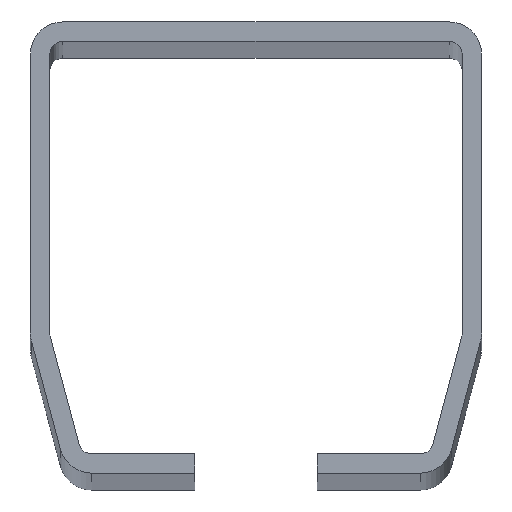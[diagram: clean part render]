
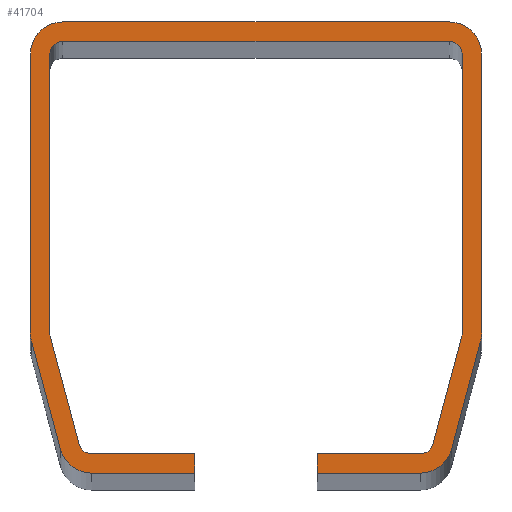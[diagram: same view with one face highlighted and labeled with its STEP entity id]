
A CAD part, top view. The second image highlights one B-rep face of the part: STEP entity #41704.
In plain terms, the highlighted planar face has unit normal (0, 0, 1).
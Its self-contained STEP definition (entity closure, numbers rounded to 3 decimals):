
#39=CIRCLE('',#43246,4.);
#40=CIRCLE('',#43249,4.);
#41=CIRCLE('',#43252,4.);
#42=CIRCLE('',#43255,4.);
#43=CIRCLE('',#43258,4.);
#44=CIRCLE('',#43261,4.);
#45=CIRCLE('',#43265,10.);
#46=CIRCLE('',#43268,10.);
#47=CIRCLE('',#43271,10.);
#48=CIRCLE('',#43274,10.);
#49=CIRCLE('',#43277,10.);
#50=CIRCLE('',#43280,10.);
#4478=FACE_OUTER_BOUND('',#6890,.T.);
#6890=EDGE_LOOP('',(#37957,#37958,#37959,#37960,#37961,#37962,#37963,#37964,
#37965,#37966,#37967,#37968,#37969,#37970,#37971,#37972,#37973,#37974,#37975,
#37976,#37977,#37978,#37979,#37980,#37981,#37982,#37983,#37984));
#9919=LINE('',#64784,#14521);
#11440=LINE('',#71729,#16042);
#11442=LINE('',#71735,#16044);
#11458=LINE('',#71789,#16060);
#11461=LINE('',#71794,#16063);
#11464=LINE('',#71802,#16066);
#11466=LINE('',#71809,#16068);
#11469=LINE('',#71817,#16071);
#11472=LINE('',#71825,#16074);
#11475=LINE('',#71833,#16077);
#11478=LINE('',#71840,#16080);
#11479=LINE('',#71844,#16081);
#11483=LINE('',#71856,#16085);
#11486=LINE('',#71863,#16088);
#11488=LINE('',#71870,#16090);
#11491=LINE('',#71878,#16093);
#14521=VECTOR('',#48262,10.);
#16042=VECTOR('',#50835,10.);
#16044=VECTOR('',#50839,10.);
#16060=VECTOR('',#50883,10.);
#16063=VECTOR('',#50888,10.);
#16066=VECTOR('',#50897,10.);
#16068=VECTOR('',#50905,10.);
#16071=VECTOR('',#50914,10.);
#16074=VECTOR('',#50923,10.);
#16077=VECTOR('',#50932,10.);
#16080=VECTOR('',#50941,10.);
#16081=VECTOR('',#50944,10.);
#16085=VECTOR('',#50960,10.);
#16088=VECTOR('',#50969,10.);
#16090=VECTOR('',#50977,10.);
#16093=VECTOR('',#50986,10.);
#18711=VERTEX_POINT('',#64782);
#18712=VERTEX_POINT('',#64783);
#20024=VERTEX_POINT('',#71723);
#20026=VERTEX_POINT('',#71727);
#20027=VERTEX_POINT('',#71731);
#20029=VERTEX_POINT('',#71734);
#20053=VERTEX_POINT('',#71788);
#20054=VERTEX_POINT('',#71792);
#20055=VERTEX_POINT('',#71796);
#20056=VERTEX_POINT('',#71797);
#20057=VERTEX_POINT('',#71804);
#20058=VERTEX_POINT('',#71808);
#20059=VERTEX_POINT('',#71812);
#20060=VERTEX_POINT('',#71816);
#20061=VERTEX_POINT('',#71820);
#20062=VERTEX_POINT('',#71824);
#20063=VERTEX_POINT('',#71828);
#20064=VERTEX_POINT('',#71832);
#20065=VERTEX_POINT('',#71836);
#20066=VERTEX_POINT('',#71842);
#20067=VERTEX_POINT('',#71843);
#20068=VERTEX_POINT('',#71851);
#20069=VERTEX_POINT('',#71855);
#20070=VERTEX_POINT('',#71859);
#20071=VERTEX_POINT('',#71865);
#20072=VERTEX_POINT('',#71869);
#20073=VERTEX_POINT('',#71873);
#20074=VERTEX_POINT('',#71877);
#23999=EDGE_CURVE('',#18711,#18712,#9919,.T.);
#25968=EDGE_CURVE('',#20024,#20026,#11440,.T.);
#25970=EDGE_CURVE('',#20029,#20027,#11442,.T.);
#25998=EDGE_CURVE('',#20024,#20053,#11458,.T.);
#26001=EDGE_CURVE('',#20026,#20054,#11461,.T.);
#26002=EDGE_CURVE('',#20055,#20056,#39,.T.);
#26005=EDGE_CURVE('',#20056,#20029,#11464,.T.);
#26006=EDGE_CURVE('',#20054,#20057,#40,.T.);
#26008=EDGE_CURVE('',#20057,#20058,#11466,.T.);
#26010=EDGE_CURVE('',#20058,#20059,#41,.T.);
#26012=EDGE_CURVE('',#20059,#20060,#11469,.T.);
#26014=EDGE_CURVE('',#20060,#20061,#42,.T.);
#26016=EDGE_CURVE('',#20061,#20062,#11472,.T.);
#26018=EDGE_CURVE('',#20062,#20063,#43,.T.);
#26020=EDGE_CURVE('',#20063,#20064,#11475,.T.);
#26022=EDGE_CURVE('',#20064,#20065,#44,.T.);
#26024=EDGE_CURVE('',#20065,#20055,#11478,.T.);
#26025=EDGE_CURVE('',#20066,#20067,#11479,.T.);
#26028=EDGE_CURVE('',#20067,#18711,#45,.T.);
#26029=EDGE_CURVE('',#18712,#20068,#46,.T.);
#26031=EDGE_CURVE('',#20068,#20069,#11483,.T.);
#26033=EDGE_CURVE('',#20069,#20070,#47,.T.);
#26035=EDGE_CURVE('',#20070,#20027,#11486,.T.);
#26036=EDGE_CURVE('',#20053,#20071,#48,.T.);
#26038=EDGE_CURVE('',#20071,#20072,#11488,.T.);
#26040=EDGE_CURVE('',#20072,#20073,#49,.T.);
#26042=EDGE_CURVE('',#20073,#20074,#11491,.T.);
#26044=EDGE_CURVE('',#20074,#20066,#50,.T.);
#37957=ORIENTED_EDGE('',*,*,#25970,.T.);
#37958=ORIENTED_EDGE('',*,*,#26035,.F.);
#37959=ORIENTED_EDGE('',*,*,#26033,.F.);
#37960=ORIENTED_EDGE('',*,*,#26031,.F.);
#37961=ORIENTED_EDGE('',*,*,#26029,.F.);
#37962=ORIENTED_EDGE('',*,*,#23999,.F.);
#37963=ORIENTED_EDGE('',*,*,#26028,.F.);
#37964=ORIENTED_EDGE('',*,*,#26025,.F.);
#37965=ORIENTED_EDGE('',*,*,#26044,.F.);
#37966=ORIENTED_EDGE('',*,*,#26042,.F.);
#37967=ORIENTED_EDGE('',*,*,#26040,.F.);
#37968=ORIENTED_EDGE('',*,*,#26038,.F.);
#37969=ORIENTED_EDGE('',*,*,#26036,.F.);
#37970=ORIENTED_EDGE('',*,*,#25998,.F.);
#37971=ORIENTED_EDGE('',*,*,#25968,.T.);
#37972=ORIENTED_EDGE('',*,*,#26001,.T.);
#37973=ORIENTED_EDGE('',*,*,#26006,.T.);
#37974=ORIENTED_EDGE('',*,*,#26008,.T.);
#37975=ORIENTED_EDGE('',*,*,#26010,.T.);
#37976=ORIENTED_EDGE('',*,*,#26012,.T.);
#37977=ORIENTED_EDGE('',*,*,#26014,.T.);
#37978=ORIENTED_EDGE('',*,*,#26016,.T.);
#37979=ORIENTED_EDGE('',*,*,#26018,.T.);
#37980=ORIENTED_EDGE('',*,*,#26020,.T.);
#37981=ORIENTED_EDGE('',*,*,#26022,.T.);
#37982=ORIENTED_EDGE('',*,*,#26024,.T.);
#37983=ORIENTED_EDGE('',*,*,#26002,.T.);
#37984=ORIENTED_EDGE('',*,*,#26005,.T.);
#39502=PLANE('',#43281);
#41704=ADVANCED_FACE('',(#4478),#39502,.T.);
#43246=AXIS2_PLACEMENT_3D('',#71798,#50891,#50892);
#43249=AXIS2_PLACEMENT_3D('',#71805,#50900,#50901);
#43252=AXIS2_PLACEMENT_3D('',#71813,#50909,#50910);
#43255=AXIS2_PLACEMENT_3D('',#71821,#50918,#50919);
#43258=AXIS2_PLACEMENT_3D('',#71829,#50927,#50928);
#43261=AXIS2_PLACEMENT_3D('',#71837,#50936,#50937);
#43265=AXIS2_PLACEMENT_3D('',#71848,#50949,#50950);
#43268=AXIS2_PLACEMENT_3D('',#71852,#50955,#50956);
#43271=AXIS2_PLACEMENT_3D('',#71860,#50964,#50965);
#43274=AXIS2_PLACEMENT_3D('',#71866,#50972,#50973);
#43277=AXIS2_PLACEMENT_3D('',#71874,#50981,#50982);
#43280=AXIS2_PLACEMENT_3D('',#71881,#50990,#50991);
#43281=AXIS2_PLACEMENT_3D('',#71882,#50992,#50993);
#48262=DIRECTION('',(0.,-1.,0.));
#50835=DIRECTION('',(0.,1.,0.));
#50839=DIRECTION('',(0.,-1.,0.));
#50883=DIRECTION('',(-1.,0.,0.));
#50888=DIRECTION('',(-1.,0.,0.));
#50891=DIRECTION('center_axis',(0.,0.,-1.));
#50892=DIRECTION('ref_axis',(0.,-1.,0.));
#50897=DIRECTION('',(-1.,0.,0.));
#50900=DIRECTION('center_axis',(0.,0.,-1.));
#50901=DIRECTION('ref_axis',(-0.966,-0.259,0.));
#50905=DIRECTION('',(-0.259,0.966,0.));
#50909=DIRECTION('center_axis',(0.,0.,-1.));
#50910=DIRECTION('ref_axis',(-1.,0.,0.));
#50914=DIRECTION('',(0.,1.,0.));
#50918=DIRECTION('center_axis',(0.,0.,-1.));
#50919=DIRECTION('ref_axis',(0.,1.,0.));
#50923=DIRECTION('',(1.,0.,0.));
#50927=DIRECTION('center_axis',(0.,0.,-1.));
#50928=DIRECTION('ref_axis',(1.,0.,0.));
#50932=DIRECTION('',(0.,-1.,0.));
#50936=DIRECTION('center_axis',(0.,0.,-1.));
#50937=DIRECTION('ref_axis',(0.966,-0.259,0.));
#50941=DIRECTION('',(-0.259,-0.966,0.));
#50944=DIRECTION('',(1.,0.,0.));
#50949=DIRECTION('center_axis',(0.,0.,-1.));
#50950=DIRECTION('ref_axis',(-1.,0.,0.));
#50955=DIRECTION('center_axis',(0.,0.,-1.));
#50956=DIRECTION('ref_axis',(-0.966,0.259,0.));
#50960=DIRECTION('',(-0.259,-0.966,0.));
#50964=DIRECTION('center_axis',(0.,0.,-1.));
#50965=DIRECTION('ref_axis',(0.,1.,0.));
#50969=DIRECTION('',(-1.,0.,0.));
#50972=DIRECTION('center_axis',(0.,0.,-1.));
#50973=DIRECTION('ref_axis',(0.966,0.259,0.));
#50977=DIRECTION('',(-0.259,0.966,0.));
#50981=DIRECTION('center_axis',(0.,0.,-1.));
#50982=DIRECTION('ref_axis',(1.,0.,0.));
#50986=DIRECTION('',(0.,1.,0.));
#50990=DIRECTION('center_axis',(0.,0.,-1.));
#50991=DIRECTION('ref_axis',(0.,-1.,0.));
#50992=DIRECTION('center_axis',(0.,0.,1.));
#50993=DIRECTION('ref_axis',(1.,0.,0.));
#64782=CARTESIAN_POINT('',(70.,-4.,1500.));
#64783=CARTESIAN_POINT('',(70.,-90.412,1500.));
#64784=CARTESIAN_POINT('',(70.,-4.,1500.));
#71723=CARTESIAN_POINT('',(-19.,-134.,1500.));
#71727=CARTESIAN_POINT('',(-19.,-128.,1500.));
#71729=CARTESIAN_POINT('',(-19.,-94.907,1500.));
#71731=CARTESIAN_POINT('',(19.,-134.,1500.));
#71734=CARTESIAN_POINT('',(19.,-128.,1500.));
#71735=CARTESIAN_POINT('',(19.,-94.907,1500.));
#71788=CARTESIAN_POINT('',(-51.,-134.,1500.));
#71789=CARTESIAN_POINT('',(51.,-134.,1500.));
#71792=CARTESIAN_POINT('',(-51.,-128.,1500.));
#71794=CARTESIAN_POINT('',(25.5,-128.,1500.));
#71796=CARTESIAN_POINT('',(54.864,-125.035,1500.));
#71797=CARTESIAN_POINT('',(51.,-128.,1500.));
#71798=CARTESIAN_POINT('Origin',(51.,-124.,1500.));
#71802=CARTESIAN_POINT('',(25.5,-128.,1500.));
#71804=CARTESIAN_POINT('',(-54.864,-125.035,1500.));
#71805=CARTESIAN_POINT('Origin',(-51.,-124.,1500.));
#71808=CARTESIAN_POINT('',(-63.864,-91.447,1500.));
#71809=CARTESIAN_POINT('',(-60.929,-102.4,1500.));
#71812=CARTESIAN_POINT('',(-64.,-90.412,1500.));
#71813=CARTESIAN_POINT('Origin',(-60.,-90.412,1500.));
#71816=CARTESIAN_POINT('',(-64.,-4.,1500.));
#71817=CARTESIAN_POINT('',(-64.,-76.113,1500.));
#71820=CARTESIAN_POINT('',(-60.,0.,1500.));
#71821=CARTESIAN_POINT('Origin',(-60.,-4.,1500.));
#71824=CARTESIAN_POINT('',(60.,0.,1500.));
#71825=CARTESIAN_POINT('',(-30.,0.,1500.));
#71828=CARTESIAN_POINT('',(64.,-4.,1500.));
#71829=CARTESIAN_POINT('Origin',(60.,-4.,1500.));
#71832=CARTESIAN_POINT('',(64.,-90.412,1500.));
#71833=CARTESIAN_POINT('',(64.,-32.907,1500.));
#71836=CARTESIAN_POINT('',(63.864,-91.447,1500.));
#71837=CARTESIAN_POINT('Origin',(60.,-90.412,1500.));
#71840=CARTESIAN_POINT('',(65.429,-85.606,1500.));
#71842=CARTESIAN_POINT('',(-60.,6.,1500.));
#71843=CARTESIAN_POINT('',(60.,6.,1500.));
#71844=CARTESIAN_POINT('',(-60.,6.,1500.));
#71848=CARTESIAN_POINT('Origin',(60.,-4.,1500.));
#71851=CARTESIAN_POINT('',(69.659,-93.,1500.));
#71852=CARTESIAN_POINT('Origin',(60.,-90.412,1500.));
#71855=CARTESIAN_POINT('',(60.659,-126.588,1500.));
#71856=CARTESIAN_POINT('',(69.659,-93.,1500.));
#71859=CARTESIAN_POINT('',(51.,-134.,1500.));
#71860=CARTESIAN_POINT('Origin',(51.,-124.,1500.));
#71863=CARTESIAN_POINT('',(51.,-134.,1500.));
#71865=CARTESIAN_POINT('',(-60.659,-126.588,1500.));
#71866=CARTESIAN_POINT('Origin',(-51.,-124.,1500.));
#71869=CARTESIAN_POINT('',(-69.659,-93.,1500.));
#71870=CARTESIAN_POINT('',(-60.659,-126.588,1500.));
#71873=CARTESIAN_POINT('',(-70.,-90.412,1500.));
#71874=CARTESIAN_POINT('Origin',(-60.,-90.412,1500.));
#71877=CARTESIAN_POINT('',(-70.,-4.,1500.));
#71878=CARTESIAN_POINT('',(-70.,-90.412,1500.));
#71881=CARTESIAN_POINT('Origin',(-60.,-4.,1500.));
#71882=CARTESIAN_POINT('Origin',(0.,-61.815,
1500.));
